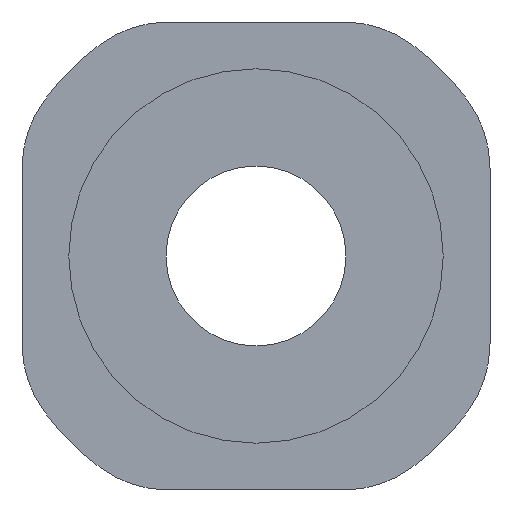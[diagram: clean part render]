
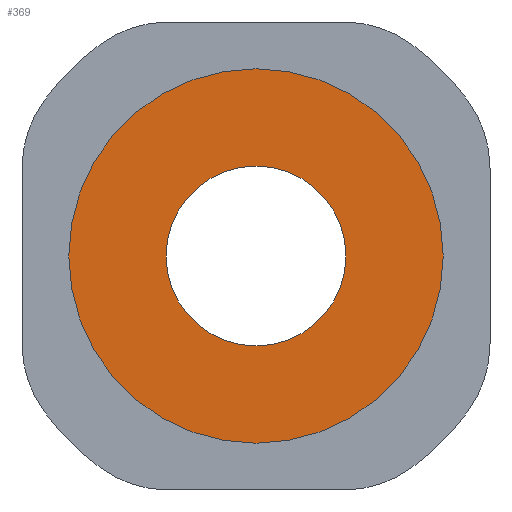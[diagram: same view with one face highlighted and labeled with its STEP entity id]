
A CAD part, front view. The second image highlights one B-rep face of the part: STEP entity #369.
In plain terms, the highlighted planar face has unit normal (0, -1, 0).
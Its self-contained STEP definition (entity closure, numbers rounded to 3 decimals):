
#2 = CIRCLE ( 'NONE', #573, 12.5 ) ;
#10 = AXIS2_PLACEMENT_3D ( 'NONE', #330, #652, #260 ) ;
#64 = CARTESIAN_POINT ( 'NONE',  ( 0., 0., -26. ) ) ;
#168 = EDGE_CURVE ( 'NONE', #781, #333, #883, .T. ) ;
#177 = CARTESIAN_POINT ( 'NONE',  ( 0., 0., -12.5 ) ) ;
#211 = CIRCLE ( 'NONE', #630, 12.5 ) ;
#221 = PLANE ( 'NONE',  #637 ) ;
#260 = DIRECTION ( 'NONE',  ( 0., 0., -1. ) ) ;
#276 = DIRECTION ( 'NONE',  ( 0., -1., 0. ) ) ;
#330 = CARTESIAN_POINT ( 'NONE',  ( 0., 0., 0. ) ) ;
#333 = VERTEX_POINT ( 'NONE', #746 ) ;
#354 = EDGE_CURVE ( 'NONE', #861, #774, #2, .T. ) ;
#369 = ADVANCED_FACE ( 'NONE', ( #535, #557 ), #221, .T. ) ;
#459 = CARTESIAN_POINT ( 'NONE',  ( 12.5, 0., 0. ) ) ;
#468 = ORIENTED_EDGE ( 'NONE', *, *, #354, .F. ) ;
#491 = EDGE_LOOP ( 'NONE', ( #865, #636 ) ) ;
#499 = CARTESIAN_POINT ( 'NONE',  ( 0., 0., 0. ) ) ;
#517 = DIRECTION ( 'NONE',  ( 0., -1., 0. ) ) ;
#528 = DIRECTION ( 'NONE',  ( 0., 0., -1. ) ) ;
#535 = FACE_OUTER_BOUND ( 'NONE', #491, .T. ) ;
#549 = DIRECTION ( 'NONE',  ( 0., -1., 0. ) ) ;
#554 = CIRCLE ( 'NONE', #10, 26. ) ;
#557 = FACE_BOUND ( 'NONE', #813, .T. ) ;
#573 = AXIS2_PLACEMENT_3D ( 'NONE', #830, #276, #639 ) ;
#587 = DIRECTION ( 'NONE',  ( 0., 0., -1. ) ) ;
#630 = AXIS2_PLACEMENT_3D ( 'NONE', #499, #788, #685 ) ;
#636 = ORIENTED_EDGE ( 'NONE', *, *, #894, .T. ) ;
#637 = AXIS2_PLACEMENT_3D ( 'NONE', #459, #517, #528 ) ;
#639 = DIRECTION ( 'NONE',  ( 0., 0., -1. ) ) ;
#652 = DIRECTION ( 'NONE',  ( 0., -1., 0. ) ) ;
#685 = DIRECTION ( 'NONE',  ( 0., 0., -1. ) ) ;
#697 = CARTESIAN_POINT ( 'NONE',  ( 0., 0., 12.5 ) ) ;
#746 = CARTESIAN_POINT ( 'NONE',  ( 0., 0., 26. ) ) ;
#774 = VERTEX_POINT ( 'NONE', #177 ) ;
#779 = EDGE_CURVE ( 'NONE', #774, #861, #211, .T. ) ;
#781 = VERTEX_POINT ( 'NONE', #64 ) ;
#788 = DIRECTION ( 'NONE',  ( 0., -1., 0. ) ) ;
#813 = EDGE_LOOP ( 'NONE', ( #828, #468 ) ) ;
#826 = CARTESIAN_POINT ( 'NONE',  ( 0., 0., 0. ) ) ;
#828 = ORIENTED_EDGE ( 'NONE', *, *, #779, .F. ) ;
#830 = CARTESIAN_POINT ( 'NONE',  ( 0., 0., 0. ) ) ;
#861 = VERTEX_POINT ( 'NONE', #697 ) ;
#865 = ORIENTED_EDGE ( 'NONE', *, *, #168, .T. ) ;
#877 = AXIS2_PLACEMENT_3D ( 'NONE', #826, #549, #587 ) ;
#883 = CIRCLE ( 'NONE', #877, 26. ) ;
#894 = EDGE_CURVE ( 'NONE', #333, #781, #554, .T. ) ;
